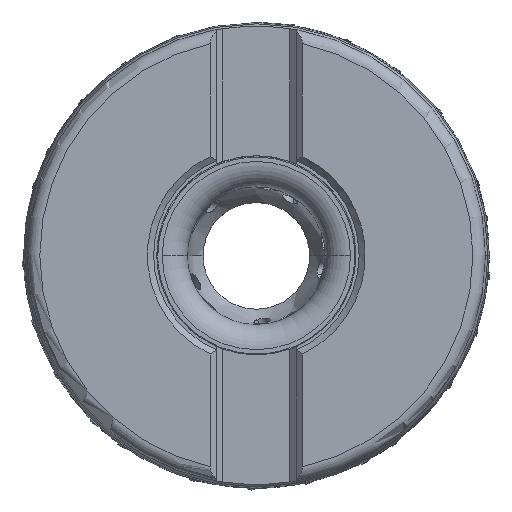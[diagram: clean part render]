
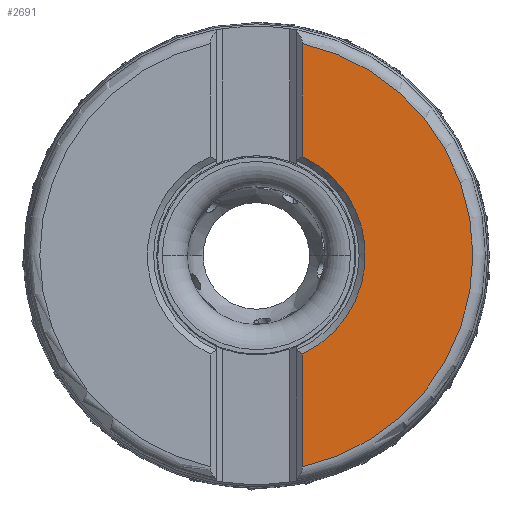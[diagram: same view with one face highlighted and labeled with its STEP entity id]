
A CAD part, top view. The second image highlights one B-rep face of the part: STEP entity #2691.
In plain terms, the highlighted planar face has unit normal (0, 0, 1).
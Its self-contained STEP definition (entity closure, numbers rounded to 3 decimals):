
#1421=PLANE('',#50784);
#2691=ADVANCED_FACE('',(#6745),#1421,.T.);
#6745=FACE_OUTER_BOUND('',#9398,.T.);
#9398=EDGE_LOOP('',(#16806,#16807,#16808,#16809));
#14457=CIRCLE('',#50779,34.513);
#14459=CIRCLE('',#50783,17.375);
#16806=ORIENTED_EDGE('',*,*,#37069,.F.);
#16807=ORIENTED_EDGE('',*,*,#37070,.T.);
#16808=ORIENTED_EDGE('',*,*,#37062,.F.);
#16809=ORIENTED_EDGE('',*,*,#37068,.T.);
#32048=VERTEX_POINT('',#71171);
#32049=VERTEX_POINT('',#71172);
#32052=VERTEX_POINT('',#71217);
#32053=VERTEX_POINT('',#71221);
#37062=EDGE_CURVE('',#32048,#32049,#14457,.T.);
#37068=EDGE_CURVE('',#32048,#32052,#44630,.T.);
#37069=EDGE_CURVE('',#32053,#32052,#14459,.T.);
#37070=EDGE_CURVE('',#32053,#32049,#44631,.T.);
#44630=LINE('',#71218,#47301);
#44631=LINE('',#71222,#47302);
#47301=VECTOR('',#56686,1.);
#47302=VECTOR('',#56691,1.);
#50779=AXIS2_PLACEMENT_3D('',#71170,#56680,#56681);
#50783=AXIS2_PLACEMENT_3D('',#71220,#56689,#56690);
#50784=AXIS2_PLACEMENT_3D('',#71223,#56692,#56693);
#56680=DIRECTION('',(0.,0.,-1.));
#56681=DIRECTION('',(0.213,0.977,0.));
#56686=DIRECTION('',(0.,-1.,0.));
#56689=DIRECTION('',(0.,0.,1.));
#56690=DIRECTION('',(0.423,-0.906,0.));
#56691=DIRECTION('',(0.,-1.,0.));
#56692=DIRECTION('',(0.,0.,1.));
#56693=DIRECTION('',(-1.,0.,0.));
#71170=CARTESIAN_POINT('',(0.,0.,0.));
#71171=CARTESIAN_POINT('',(7.35,33.721,0.));
#71172=CARTESIAN_POINT('',(7.35,-33.721,0.));
#71217=CARTESIAN_POINT('',(7.35,15.744,0.));
#71218=CARTESIAN_POINT('',(7.35,33.721,0.));
#71220=CARTESIAN_POINT('',(0.,0.,0.));
#71221=CARTESIAN_POINT('',(7.35,-15.744,0.));
#71222=CARTESIAN_POINT('',(7.35,-15.744,0.));
#71223=CARTESIAN_POINT('',(20.932,0.,0.));
